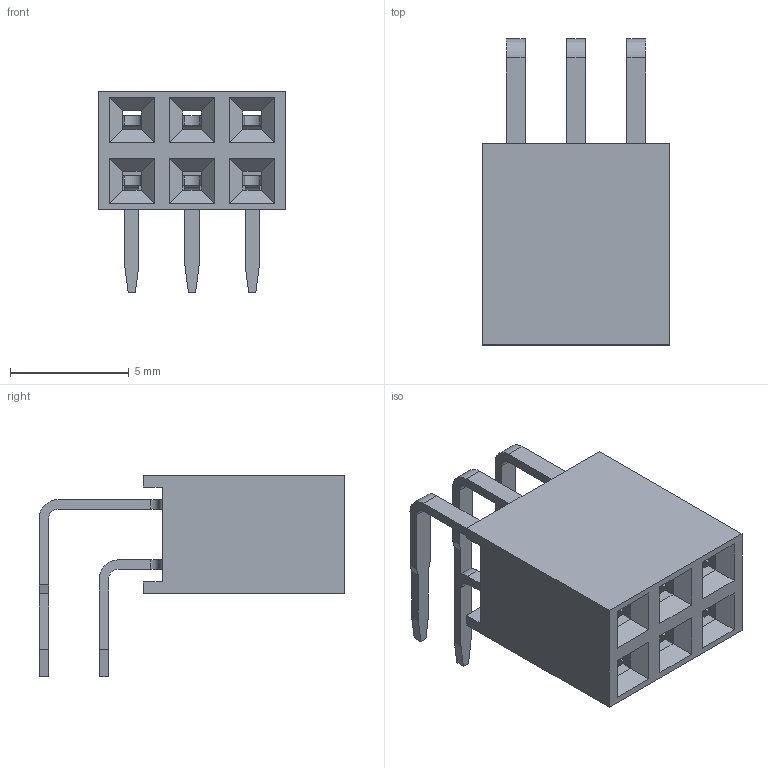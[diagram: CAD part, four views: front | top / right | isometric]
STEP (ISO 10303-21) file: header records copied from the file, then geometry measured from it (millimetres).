
FILE_DESCRIPTION(('STEP AP214'), '1');
FILE_NAME('DS1024-2x5RF1', '2017-07-15T12:21:35', ('Nobody'), (''), 'ASCON STEP Converter 1.3', 'ASCON Math Kernel', '');
FILE_SCHEMA(('AUTOMOTIVE_DESIGN { 1 0 10303 214 3 1 1}'));
Length unit declared in the file: millimetre
Assembly tree (4 placements, depth 2):
  (unnamed)
    (unnamed)
    (unnamed)  x3
Bounding box: 7.92 x 12.9 x 8.5 mm (x, y, z)
Volume: 259.4 mm3; surface area: 861.7 mm2
Topology: 7 solids, 7 shells, 328 faces, 936 edges, 616 vertices
Faces by surface type: plane 250, cylinder 78
Entity records: 7944 total; most frequent: CARTESIAN_POINT 1109, ORIENTED_EDGE 1104, DIRECTION 998, EDGE_CURVE 552, LINE 500, VECTOR 500, VERTEX_POINT 360, AXIS2_PLACEMENT_3D 249
